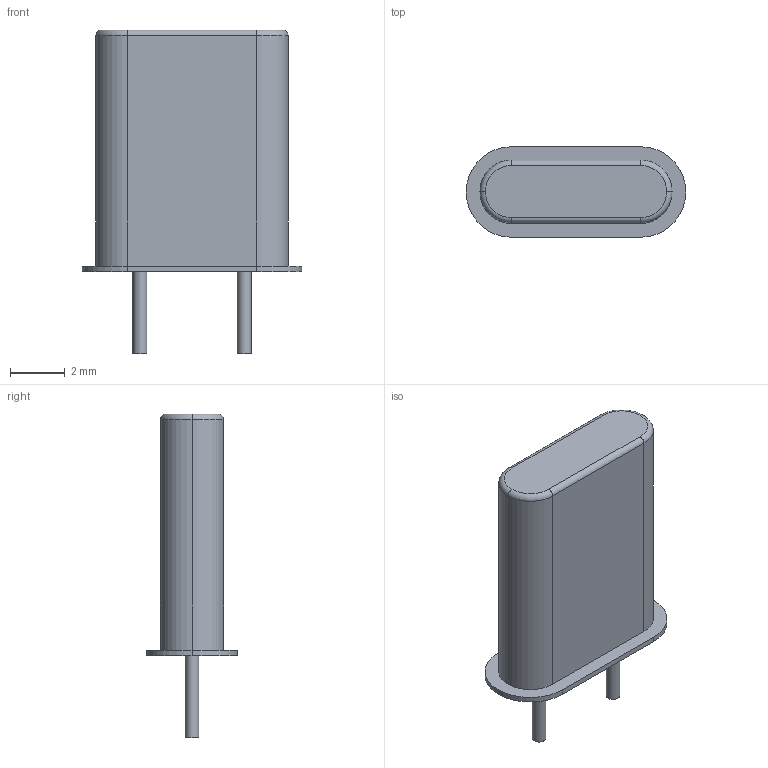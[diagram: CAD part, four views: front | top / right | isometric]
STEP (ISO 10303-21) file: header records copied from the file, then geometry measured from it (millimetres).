
FILE_DESCRIPTION(('FreeCAD Model'),'2;1');
FILE_NAME('Crystal_HC52-U_Vertical.step','2017-11-26T15:33:33',('kicad StepUp'),( 'ksu MCAD'),'Open CASCADE STEP processor 6.8','FreeCAD','Unknown');
FILE_SCHEMA(('AUTOMOTIVE_DESIGN_CC2 { 1 2 10303 214 -1 1 5 4 }'));
Length unit declared in the file: millimetre
Products named in the file (1): Crystal_HC52-U_Vertical
Bounding box: 8 x 3.3 x 11.8 mm (x, y, z)
Volume: 134.5 mm3; surface area: 203 mm2
Topology: 1 solids, 1 shells, 26 faces, 60 edges, 40 vertices
Faces by surface type: cylinder 12, plane 10, torus 4
Full cylindrical faces by diameter (mm): 0.5 x2
Entity records: 547 total; most frequent: ORIENTED_EDGE 90, CARTESIAN_POINT 70, EDGE_CURVE 60, AXIS2_PLACEMENT_3D 46, VERTEX_POINT 40, FACE_BOUND 30, EDGE_LOOP 30, CIRCLE 28
